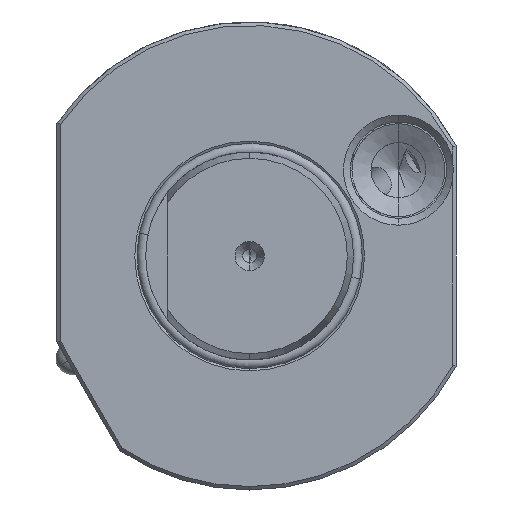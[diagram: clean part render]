
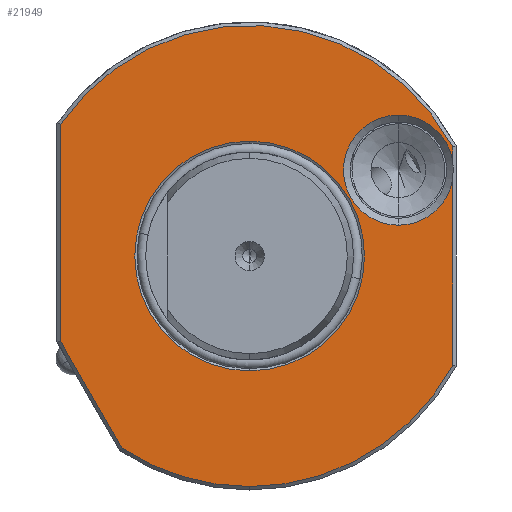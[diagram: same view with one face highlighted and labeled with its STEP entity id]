
A CAD part, left-side view. The second image highlights one B-rep face of the part: STEP entity #21949.
In plain terms, the highlighted planar face has unit normal (-1, 0, 0).
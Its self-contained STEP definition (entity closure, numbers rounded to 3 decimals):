
#148 = EDGE_LOOP ( 'NONE', ( #503, #517, #512, #551, #466, #543, #556, #557, #573, #538 ) ) ;
#223 = EDGE_LOOP ( 'NONE', ( #496, #454 ) ) ;
#454 = ORIENTED_EDGE ( 'NONE', *, *, #16477, .T. ) ;
#466 = ORIENTED_EDGE ( 'NONE', *, *, #15692, .T. ) ;
#496 = ORIENTED_EDGE ( 'NONE', *, *, #16272, .T. ) ;
#503 = ORIENTED_EDGE ( 'NONE', *, *, #16484, .T. ) ;
#512 = ORIENTED_EDGE ( 'NONE', *, *, #16473, .F. ) ;
#517 = ORIENTED_EDGE ( 'NONE', *, *, #16472, .T. ) ;
#538 = ORIENTED_EDGE ( 'NONE', *, *, #15681, .F. ) ;
#543 = ORIENTED_EDGE ( 'NONE', *, *, #7608, .T. ) ;
#551 = ORIENTED_EDGE ( 'NONE', *, *, #16282, .F. ) ;
#556 = ORIENTED_EDGE ( 'NONE', *, *, #16476, .T. ) ;
#557 = ORIENTED_EDGE ( 'NONE', *, *, #12289, .T. ) ;
#573 = ORIENTED_EDGE ( 'NONE', *, *, #15719, .T. ) ;
#832 = DIRECTION ( 'NONE',  ( 1., 0., 0. ) ) ;
#838 = DIRECTION ( 'NONE',  ( 0., 0., -1. ) ) ;
#844 = CARTESIAN_POINT ( 'NONE',  ( 1., 0., 0. ) ) ;
#846 = DIRECTION ( 'NONE',  ( 0., 0., -1. ) ) ;
#847 = DIRECTION ( 'NONE',  ( 0., 0., -1. ) ) ;
#849 = CARTESIAN_POINT ( 'NONE',  ( 1., -21.62, 12.47 ) ) ;
#852 = CARTESIAN_POINT ( 'NONE',  ( 1., 34.347, -0.489 ) ) ;
#858 = CARTESIAN_POINT ( 'NONE',  ( 1., 0., 0. ) ) ;
#859 = DIRECTION ( 'NONE',  ( 1., 0., 0. ) ) ;
#865 = DIRECTION ( 'NONE',  ( 0., -0.5, -0.866 ) ) ;
#868 = DIRECTION ( 'NONE',  ( 1., 0., 0. ) ) ;
#885 = DIRECTION ( 'NONE',  ( 0., 0., -1. ) ) ;
#894 = CARTESIAN_POINT ( 'NONE',  ( 1., 27.5, -18.392 ) ) ;
#2509 = AXIS2_PLACEMENT_3D ( 'NONE', #13639, #13664, #13648 ) ;
#3554 = CARTESIAN_POINT ( 'NONE',  ( 1., -21.62, 20.47 ) ) ;
#3598 = CARTESIAN_POINT ( 'NONE',  ( 1., -21.62, 4.47 ) ) ;
#3620 = CARTESIAN_POINT ( 'NONE',  ( 1., 0., 16.69 ) ) ;
#3626 = CARTESIAN_POINT ( 'NONE',  ( 1., -29.5, 11.09 ) ) ;
#3748 = CARTESIAN_POINT ( 'NONE',  ( 1., 0., -16.69 ) ) ;
#3761 = CARTESIAN_POINT ( 'NONE',  ( 1., -29.5, -15.875 ) ) ;
#3786 = CARTESIAN_POINT ( 'NONE',  ( 1., 0., -33.5 ) ) ;
#3815 = CARTESIAN_POINT ( 'NONE',  ( 1., 27.5, -12.349 ) ) ;
#3843 = CARTESIAN_POINT ( 'NONE',  ( 1., 18.508, -27.923 ) ) ;
#3844 = CARTESIAN_POINT ( 'NONE',  ( 1., -29.5, 15.875 ) ) ;
#3867 = CARTESIAN_POINT ( 'NONE',  ( 1., 27.5, 19.131 ) ) ;
#5124 = CARTESIAN_POINT ( 'NONE',  ( 1., -29.5, 13.85 ) ) ;
#7608 = EDGE_CURVE ( 'NONE', #17143, #17080, #34510, .T. ) ;
#12289 = EDGE_CURVE ( 'NONE', #17100, #17067, #22383, .T. ) ;
#13639 = CARTESIAN_POINT ( 'NONE',  ( 1., 33.5, 0. ) ) ;
#13644 = PLANE ( 'NONE',  #2509 ) ;
#13648 = DIRECTION ( 'NONE',  ( 0., 0., -1. ) ) ;
#13664 = DIRECTION ( 'NONE',  ( 1., 0., 0. ) ) ;
#15681 = EDGE_CURVE ( 'NONE', #17422, #17438, #22290, .T. ) ;
#15692 = EDGE_CURVE ( 'NONE', #17288, #17143, #22303, .T. ) ;
#15719 = EDGE_CURVE ( 'NONE', #17067, #17438, #22329, .T. ) ;
#16000 = AXIS2_PLACEMENT_3D ( 'NONE', #27595, #27549, #27644 ) ;
#16009 = AXIS2_PLACEMENT_3D ( 'NONE', #28420, #28399, #28404 ) ;
#16030 = AXIS2_PLACEMENT_3D ( 'NONE', #27858, #27900, #27927 ) ;
#16090 = AXIS2_PLACEMENT_3D ( 'NONE', #29062, #29046, #29030 ) ;
#16098 = AXIS2_PLACEMENT_3D ( 'NONE', #29080, #29108, #29103 ) ;
#16121 = AXIS2_PLACEMENT_3D ( 'NONE', #844, #859, #846 ) ;
#16125 = AXIS2_PLACEMENT_3D ( 'NONE', #858, #832, #838 ) ;
#16139 = AXIS2_PLACEMENT_3D ( 'NONE', #849, #868, #847 ) ;
#16272 = EDGE_CURVE ( 'NONE', #17140, #17261, #16659, .T. ) ;
#16282 = EDGE_CURVE ( 'NONE', #17288, #17290, #16647, .T. ) ;
#16472 = EDGE_CURVE ( 'NONE', #17433, #17436, #32403, .T. ) ;
#16473 = EDGE_CURVE ( 'NONE', #17290, #17436, #32434, .T. ) ;
#16476 = EDGE_CURVE ( 'NONE', #17080, #17100, #32424, .T. ) ;
#16477 = EDGE_CURVE ( 'NONE', #17261, #17140, #32412, .T. ) ;
#16484 = EDGE_CURVE ( 'NONE', #17422, #17433, #32418, .T. ) ;
#16647 = CIRCLE ( 'NONE', #16098, 33.5 ) ;
#16659 = CIRCLE ( 'NONE', #16090, 16.69 ) ;
#17067 = VERTEX_POINT ( 'NONE', #5124 ) ;
#17080 = VERTEX_POINT ( 'NONE', #3598 ) ;
#17100 = VERTEX_POINT ( 'NONE', #3554 ) ;
#17140 = VERTEX_POINT ( 'NONE', #3620 ) ;
#17143 = VERTEX_POINT ( 'NONE', #3626 ) ;
#17261 = VERTEX_POINT ( 'NONE', #3748 ) ;
#17288 = VERTEX_POINT ( 'NONE', #3761 ) ;
#17290 = VERTEX_POINT ( 'NONE', #3786 ) ;
#17422 = VERTEX_POINT ( 'NONE', #3867 ) ;
#17433 = VERTEX_POINT ( 'NONE', #3815 ) ;
#17436 = VERTEX_POINT ( 'NONE', #3843 ) ;
#17438 = VERTEX_POINT ( 'NONE', #3844 ) ;
#21949 = ADVANCED_FACE ( 'NONE', ( #31933, #31983 ), #13644, .F. ) ;
#22290 = CIRCLE ( 'NONE', #16030, 33.5 ) ;
#22294 = VECTOR ( 'NONE', #27970, 1000. ) ;
#22303 = LINE ( 'NONE', #28018, #22294 ) ;
#22316 = VECTOR ( 'NONE', #28252, 1000. ) ;
#22329 = LINE ( 'NONE', #28287, #22316 ) ;
#22383 = CIRCLE ( 'NONE', #16000, 8. ) ;
#27549 = DIRECTION ( 'NONE',  ( 1., 0., 0. ) ) ;
#27595 = CARTESIAN_POINT ( 'NONE',  ( 1., -21.62, 12.47 ) ) ;
#27644 = DIRECTION ( 'NONE',  ( 0., 0., -1. ) ) ;
#27858 = CARTESIAN_POINT ( 'NONE',  ( 1., 0., 0. ) ) ;
#27900 = DIRECTION ( 'NONE',  ( 1., 0., 0. ) ) ;
#27927 = DIRECTION ( 'NONE',  ( 0., 0., -1. ) ) ;
#27970 = DIRECTION ( 'NONE',  ( 0., 0., 1. ) ) ;
#28018 = CARTESIAN_POINT ( 'NONE',  ( 1., -29.5, 0. ) ) ;
#28252 = DIRECTION ( 'NONE',  ( 0., 0., 1. ) ) ;
#28287 = CARTESIAN_POINT ( 'NONE',  ( 1., -29.5, 0. ) ) ;
#28399 = DIRECTION ( 'NONE',  ( 1., 0., 0. ) ) ;
#28404 = DIRECTION ( 'NONE',  ( 0., 0., -1. ) ) ;
#28420 = CARTESIAN_POINT ( 'NONE',  ( 1., -21.62, 12.47 ) ) ;
#29030 = DIRECTION ( 'NONE',  ( 0., 0., -1. ) ) ;
#29046 = DIRECTION ( 'NONE',  ( 1., 0., 0. ) ) ;
#29062 = CARTESIAN_POINT ( 'NONE',  ( 1., 0., 0. ) ) ;
#29080 = CARTESIAN_POINT ( 'NONE',  ( 1., 0., 0. ) ) ;
#29103 = DIRECTION ( 'NONE',  ( 0., 0., -1. ) ) ;
#29108 = DIRECTION ( 'NONE',  ( 1., 0., 0. ) ) ;
#31933 = FACE_BOUND ( 'NONE', #223, .T. ) ;
#31983 = FACE_OUTER_BOUND ( 'NONE', #148, .T. ) ;
#32403 = LINE ( 'NONE', #852, #32423 ) ;
#32412 = CIRCLE ( 'NONE', #16125, 16.69 ) ;
#32418 = LINE ( 'NONE', #894, #32437 ) ;
#32423 = VECTOR ( 'NONE', #865, 1000. ) ;
#32424 = CIRCLE ( 'NONE', #16139, 8. ) ;
#32434 = CIRCLE ( 'NONE', #16121, 33.5 ) ;
#32437 = VECTOR ( 'NONE', #885, 1000. ) ;
#34510 = CIRCLE ( 'NONE', #16009, 8. ) ;
